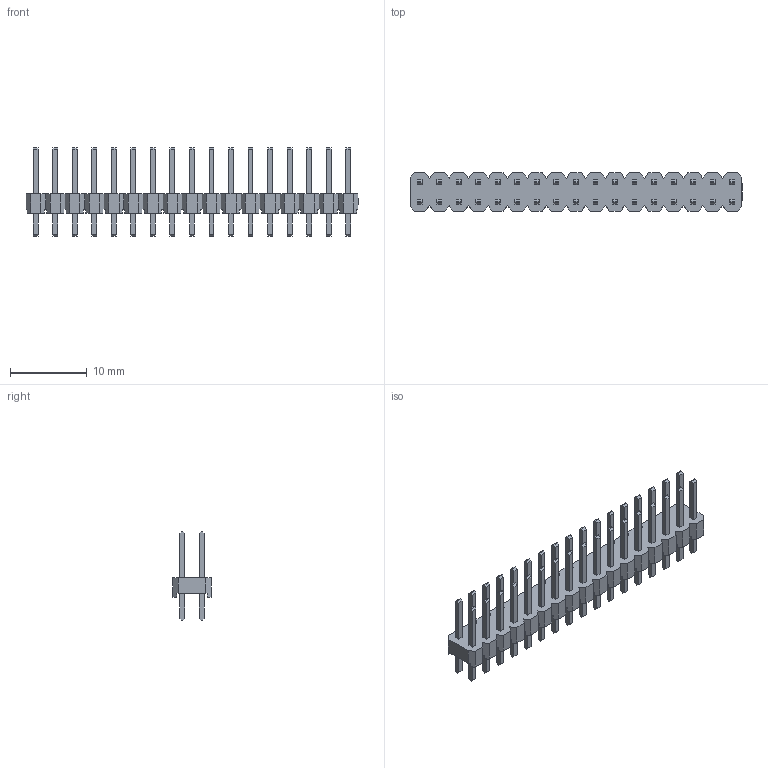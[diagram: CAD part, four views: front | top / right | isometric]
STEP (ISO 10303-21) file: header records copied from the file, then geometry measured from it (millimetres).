
FILE_DESCRIPTION(/* description */ ('Designed by EasyEDA Pro'),/* implementation_level */ '2;1');
FILE_NAME(/* name */ 'PZ_2.54_2X17P_LH.step',/* time_stamp */ '2025-03-27T14:09:06+08:00',/* author */ (''),/* organization */ (''),/* preprocessor_version */ 'ST-DEVELOPER v20.1',/* originating_system */ 'Autodesk Translation Framework v14.4.0.0',/* authorisation */ '');
FILE_SCHEMA (('AUTOMOTIVE_DESIGN { 1 0 10303 214 3 1 1 }'));
Length unit declared in the file: millimetre
Products named in the file (3): T27B-PCBModel; T27B-Board; T27B-H1-HDR-TH_34P-2.54-V-M-R2-C17-S2.54
Assembly tree (2 placements, depth 2):
  T27B-PCBModel
    T27B-Board
    T27B-H1-HDR-TH_34P-2.54-V-M-R2-C17-S2.54
Bounding box: 43.19 x 5 x 11.54 mm (x, y, z)
Volume: 555.9 mm3; surface area: 1528.3 mm2
Topology: 1 solids, 1 shells, 934 faces, 2514 edges, 1676 vertices
Faces by surface type: plane 820, bspline 114
Entity records: 30675 total; most frequent: CARTESIAN_POINT 7221, ORIENTED_EDGE 5028, DIRECTION 4108, EDGE_CURVE 2514, LINE 2286, VECTOR 2286, VERTEX_POINT 1676, EDGE_LOOP 1028
